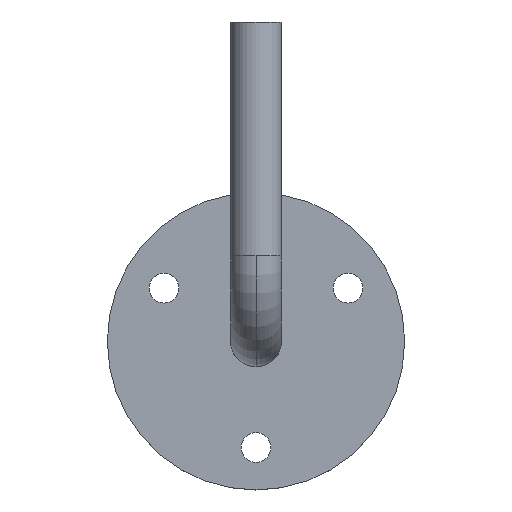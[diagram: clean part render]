
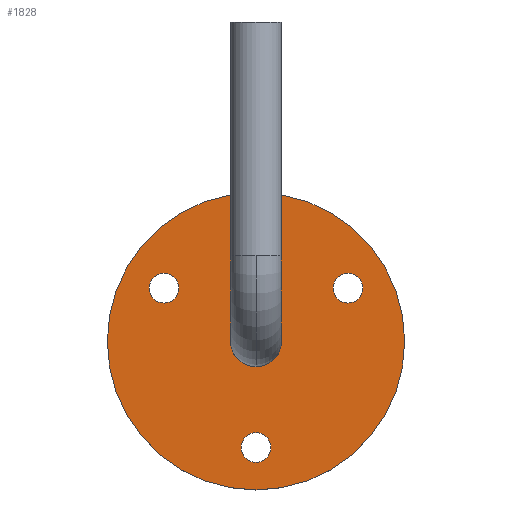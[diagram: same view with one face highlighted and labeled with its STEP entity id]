
A CAD part, top view. The second image highlights one B-rep face of the part: STEP entity #1828.
In plain terms, the highlighted planar face has unit normal (0, 0, 1).
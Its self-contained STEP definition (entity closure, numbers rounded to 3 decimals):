
#102 = CARTESIAN_POINT ( 'NONE',  ( -25.151, 12.5, 4. ) ) ;
#486 = ORIENTED_EDGE ( 'NONE', *, *, #13075, .T. ) ;
#743 = ORIENTED_EDGE ( 'NONE', *, *, #2820, .F. ) ;
#761 = EDGE_CURVE ( 'NONE', #14198, #2081, #6430, .T. ) ;
#877 = DIRECTION ( 'NONE',  ( 0., 0., 1. ) ) ;
#995 = CARTESIAN_POINT ( 'NONE',  ( 25.151, 12.5, 4. ) ) ;
#1087 = VERTEX_POINT ( 'NONE', #9927 ) ;
#1339 = DIRECTION ( 'NONE',  ( 0., 0., 1. ) ) ;
#1351 = ORIENTED_EDGE ( 'NONE', *, *, #11979, .F. ) ;
#1582 = FACE_BOUND ( 'NONE', #8444, .T. ) ;
#1733 = CIRCLE ( 'NONE', #3681, 6. ) ;
#1828 = ADVANCED_FACE ( 'NONE', ( #11043, #5172, #13164, #14253, #1582 ), #12293, .T. ) ;
#1910 = CARTESIAN_POINT ( 'NONE',  ( -21.651, 12.5, 4. ) ) ;
#2081 = VERTEX_POINT ( 'NONE', #3906 ) ;
#2124 = AXIS2_PLACEMENT_3D ( 'NONE', #8941, #3198, #11216 ) ;
#2398 = ORIENTED_EDGE ( 'NONE', *, *, #5500, .F. ) ;
#2820 = EDGE_CURVE ( 'NONE', #6328, #4326, #14755, .T. ) ;
#2866 = AXIS2_PLACEMENT_3D ( 'NONE', #3054, #6702, #8937 ) ;
#2892 = VERTEX_POINT ( 'NONE', #2941 ) ;
#2941 = CARTESIAN_POINT ( 'NONE',  ( 6., 0., 4. ) ) ;
#3054 = CARTESIAN_POINT ( 'NONE',  ( 0., 0., 4. ) ) ;
#3187 = CARTESIAN_POINT ( 'NONE',  ( 0., 0., 4. ) ) ;
#3198 = DIRECTION ( 'NONE',  ( 0., 0., 1. ) ) ;
#3225 = CIRCLE ( 'NONE', #5560, 3.5 ) ;
#3358 = AXIS2_PLACEMENT_3D ( 'NONE', #3856, #13987, #11793 ) ;
#3437 = ORIENTED_EDGE ( 'NONE', *, *, #6093, .F. ) ;
#3438 = VERTEX_POINT ( 'NONE', #10103 ) ;
#3681 = AXIS2_PLACEMENT_3D ( 'NONE', #3187, #9978, #8982 ) ;
#3754 = DIRECTION ( 'NONE',  ( -1., 0., 0. ) ) ;
#3856 = CARTESIAN_POINT ( 'NONE',  ( 0., -25., 4. ) ) ;
#3870 = VERTEX_POINT ( 'NONE', #11670 ) ;
#3906 = CARTESIAN_POINT ( 'NONE',  ( 18.151, 12.5, 4. ) ) ;
#4281 = DIRECTION ( 'NONE',  ( -1., 0., 0. ) ) ;
#4326 = VERTEX_POINT ( 'NONE', #10149 ) ;
#4606 = ORIENTED_EDGE ( 'NONE', *, *, #761, .F. ) ;
#4718 = DIRECTION ( 'NONE',  ( 0., 0., 1. ) ) ;
#4927 = DIRECTION ( 'NONE',  ( 0., 0., 1. ) ) ;
#4973 = EDGE_LOOP ( 'NONE', ( #9391, #743 ) ) ;
#5172 = FACE_BOUND ( 'NONE', #9860, .T. ) ;
#5289 = ORIENTED_EDGE ( 'NONE', *, *, #6930, .F. ) ;
#5500 = EDGE_CURVE ( 'NONE', #2081, #14198, #13555, .T. ) ;
#5560 = AXIS2_PLACEMENT_3D ( 'NONE', #1910, #877, #4281 ) ;
#6093 = EDGE_CURVE ( 'NONE', #10020, #3438, #3225, .T. ) ;
#6098 = CARTESIAN_POINT ( 'NONE',  ( 0., -25., 4. ) ) ;
#6328 = VERTEX_POINT ( 'NONE', #9544 ) ;
#6430 = CIRCLE ( 'NONE', #11893, 3.5 ) ;
#6508 = ORIENTED_EDGE ( 'NONE', *, *, #13255, .F. ) ;
#6702 = DIRECTION ( 'NONE',  ( 0., 0., 1. ) ) ;
#6739 = CARTESIAN_POINT ( 'NONE',  ( 35., 0., 4. ) ) ;
#6881 = DIRECTION ( 'NONE',  ( 1., 0., 0. ) ) ;
#6930 = EDGE_CURVE ( 'NONE', #2892, #3870, #13357, .T. ) ;
#7102 = DIRECTION ( 'NONE',  ( -1., 0., 0. ) ) ;
#7677 = VERTEX_POINT ( 'NONE', #6739 ) ;
#7875 = CIRCLE ( 'NONE', #9306, 35. ) ;
#7935 = DIRECTION ( 'NONE',  ( 0., 0., 1. ) ) ;
#8209 = CARTESIAN_POINT ( 'NONE',  ( 21.651, 12.5, 4. ) ) ;
#8274 = DIRECTION ( 'NONE',  ( 1., 0., 0. ) ) ;
#8414 = CIRCLE ( 'NONE', #13753, 35. ) ;
#8444 = EDGE_LOOP ( 'NONE', ( #2398, #4606 ) ) ;
#8690 = AXIS2_PLACEMENT_3D ( 'NONE', #6098, #9416, #3754 ) ;
#8806 = AXIS2_PLACEMENT_3D ( 'NONE', #10491, #4927, #8274 ) ;
#8891 = AXIS2_PLACEMENT_3D ( 'NONE', #8209, #1339, #7102 ) ;
#8937 = DIRECTION ( 'NONE',  ( 1., 0., 0. ) ) ;
#8941 = CARTESIAN_POINT ( 'NONE',  ( -21.651, 12.5, 4. ) ) ;
#8982 = DIRECTION ( 'NONE',  ( 1., 0., 0. ) ) ;
#9306 = AXIS2_PLACEMENT_3D ( 'NONE', #10581, #4718, #12638 ) ;
#9391 = ORIENTED_EDGE ( 'NONE', *, *, #9434, .F. ) ;
#9416 = DIRECTION ( 'NONE',  ( 0., 0., 1. ) ) ;
#9434 = EDGE_CURVE ( 'NONE', #4326, #6328, #13736, .T. ) ;
#9544 = CARTESIAN_POINT ( 'NONE',  ( 3.5, -25., 4. ) ) ;
#9860 = EDGE_LOOP ( 'NONE', ( #3437, #1351 ) ) ;
#9927 = CARTESIAN_POINT ( 'NONE',  ( -35., 0., 4. ) ) ;
#9978 = DIRECTION ( 'NONE',  ( 0., 0., 1. ) ) ;
#10020 = VERTEX_POINT ( 'NONE', #102 ) ;
#10103 = CARTESIAN_POINT ( 'NONE',  ( -18.151, 12.5, 4. ) ) ;
#10149 = CARTESIAN_POINT ( 'NONE',  ( -3.5, -25., 4. ) ) ;
#10208 = CARTESIAN_POINT ( 'NONE',  ( 0., 0., 4. ) ) ;
#10287 = DIRECTION ( 'NONE',  ( -1., 0., 0. ) ) ;
#10491 = CARTESIAN_POINT ( 'NONE',  ( 0., 0., 4. ) ) ;
#10581 = CARTESIAN_POINT ( 'NONE',  ( 0., 0., 4. ) ) ;
#10671 = EDGE_CURVE ( 'NONE', #7677, #1087, #8414, .T. ) ;
#11043 = FACE_BOUND ( 'NONE', #14137, .T. ) ;
#11216 = DIRECTION ( 'NONE',  ( -1., 0., 0. ) ) ;
#11393 = DIRECTION ( 'NONE',  ( 0., 0., 1. ) ) ;
#11421 = CARTESIAN_POINT ( 'NONE',  ( 21.651, 12.5, 4. ) ) ;
#11670 = CARTESIAN_POINT ( 'NONE',  ( -6., 0., 4. ) ) ;
#11759 = CIRCLE ( 'NONE', #2124, 3.5 ) ;
#11793 = DIRECTION ( 'NONE',  ( -1., 0., 0. ) ) ;
#11893 = AXIS2_PLACEMENT_3D ( 'NONE', #11421, #7935, #10287 ) ;
#11979 = EDGE_CURVE ( 'NONE', #3438, #10020, #11759, .T. ) ;
#12293 = PLANE ( 'NONE',  #2866 ) ;
#12527 = ORIENTED_EDGE ( 'NONE', *, *, #10671, .T. ) ;
#12638 = DIRECTION ( 'NONE',  ( 1., 0., 0. ) ) ;
#13075 = EDGE_CURVE ( 'NONE', #1087, #7677, #7875, .T. ) ;
#13164 = FACE_OUTER_BOUND ( 'NONE', #14013, .T. ) ;
#13255 = EDGE_CURVE ( 'NONE', #3870, #2892, #1733, .T. ) ;
#13357 = CIRCLE ( 'NONE', #8806, 6. ) ;
#13555 = CIRCLE ( 'NONE', #8891, 3.5 ) ;
#13736 = CIRCLE ( 'NONE', #3358, 3.5 ) ;
#13753 = AXIS2_PLACEMENT_3D ( 'NONE', #10208, #11393, #6881 ) ;
#13987 = DIRECTION ( 'NONE',  ( 0., 0., 1. ) ) ;
#14013 = EDGE_LOOP ( 'NONE', ( #486, #12527 ) ) ;
#14137 = EDGE_LOOP ( 'NONE', ( #6508, #5289 ) ) ;
#14198 = VERTEX_POINT ( 'NONE', #995 ) ;
#14253 = FACE_BOUND ( 'NONE', #4973, .T. ) ;
#14755 = CIRCLE ( 'NONE', #8690, 3.5 ) ;
